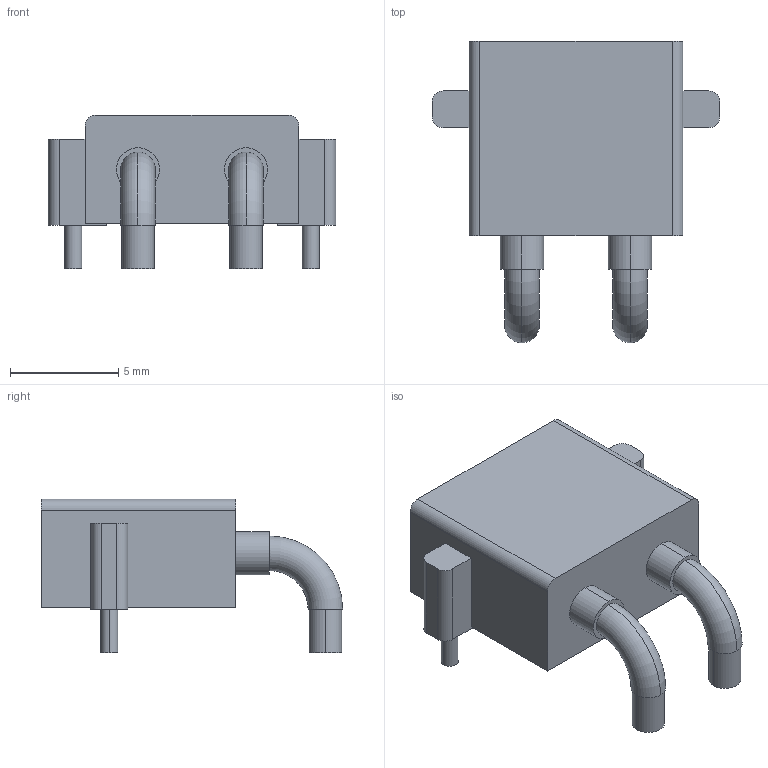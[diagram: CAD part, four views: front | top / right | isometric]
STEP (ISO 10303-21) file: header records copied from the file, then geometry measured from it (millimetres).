
FILE_DESCRIPTION (( 'STEP AP214' ), '1' );
FILE_NAME ('AMASS_XT30PW-M_1x02_P5.00mm_Horizontal.STEP', '2024-10-23T08:41:34', ( '' ), ( '' ), 'SwSTEP 2.0', 'SolidWorks 2024', '' );
FILE_SCHEMA (( 'AUTOMOTIVE_DESIGN' ));
Length unit declared in the file: millimetre
Products named in the file (1): AMASS_XT30PW-M_1x02_P5.00mm_Horizontal
Bounding box: 13.3 x 13.95 x 7.1 mm (x, y, z)
Volume: 364.6 mm3; surface area: 761.9 mm2
Topology: 1 solids, 1 shells, 72 faces, 173 edges, 114 vertices
Faces by surface type: cylinder 32, plane 32, torus 8
Entity records: 2152 total; most frequent: DIRECTION 403, CARTESIAN_POINT 360, ORIENTED_EDGE 346, EDGE_CURVE 173, AXIS2_PLACEMENT_3D 157, VERTEX_POINT 114, LINE 89, VECTOR 89
